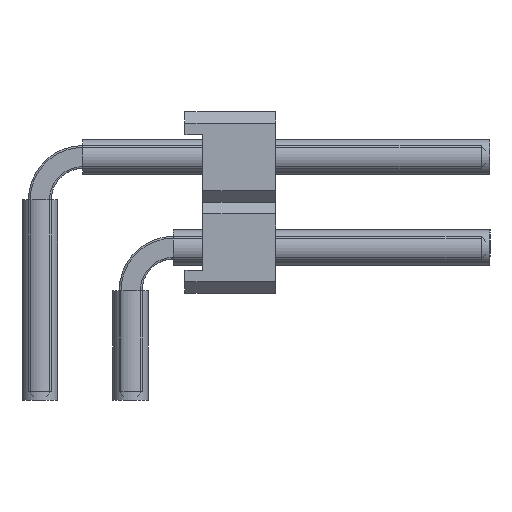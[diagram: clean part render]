
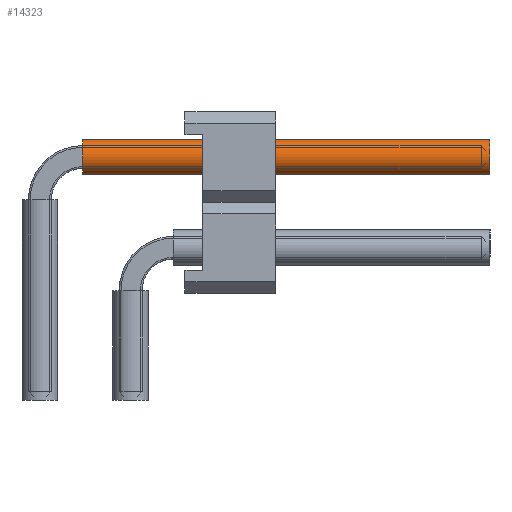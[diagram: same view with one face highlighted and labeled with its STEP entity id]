
A CAD part, left-side view. The second image highlights one B-rep face of the part: STEP entity #14323.
In plain terms, the highlighted cylindrical face has radius 0.5 mm (diameter 1 mm), a full revolution.
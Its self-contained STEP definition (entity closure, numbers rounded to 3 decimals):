
#7868=ORIENTED_EDGE('',*,*,#9912,.F.);
#7869=ORIENTED_EDGE('',*,*,#9913,.T.);
#9912=EDGE_CURVE('',#11272,#11272,#11760,.T.);
#9913=EDGE_CURVE('',#11273,#11273,#11761,.T.);
#11272=VERTEX_POINT('',#23829);
#11273=VERTEX_POINT('',#23831);
#11760=CIRCLE('',#15606,0.5);
#11761=CIRCLE('',#15607,0.5);
#12570=EDGE_LOOP('',(#7868));
#12571=EDGE_LOOP('',(#7869));
#13380=FACE_BOUND('',#12570,.T.);
#13381=FACE_BOUND('',#12571,.T.);
#13629=CYLINDRICAL_SURFACE('',#15605,0.5);
#14323=ADVANCED_FACE('',(#13380,#13381),#13629,.F.);
#15605=AXIS2_PLACEMENT_3D('',#23827,#19616,#19617);
#15606=AXIS2_PLACEMENT_3D('',#23828,#19618,#19619);
#15607=AXIS2_PLACEMENT_3D('',#23830,#19620,#19621);
#19616=DIRECTION('',(1.,0.,0.));
#19617=DIRECTION('',(0.,0.,-1.));
#19618=DIRECTION('',(-1.,0.,0.));
#19619=DIRECTION('',(0.,0.,1.));
#19620=DIRECTION('',(-1.,0.,0.));
#19621=DIRECTION('',(0.,0.,1.));
#23827=CARTESIAN_POINT('',(1.2,0.,6.81));
#23828=CARTESIAN_POINT('',(12.6,0.,6.81));
#23829=CARTESIAN_POINT('',(12.6,0.,7.31));
#23830=CARTESIAN_POINT('',(1.2,0.,6.81));
#23831=CARTESIAN_POINT('',(1.2,0.,7.31));
